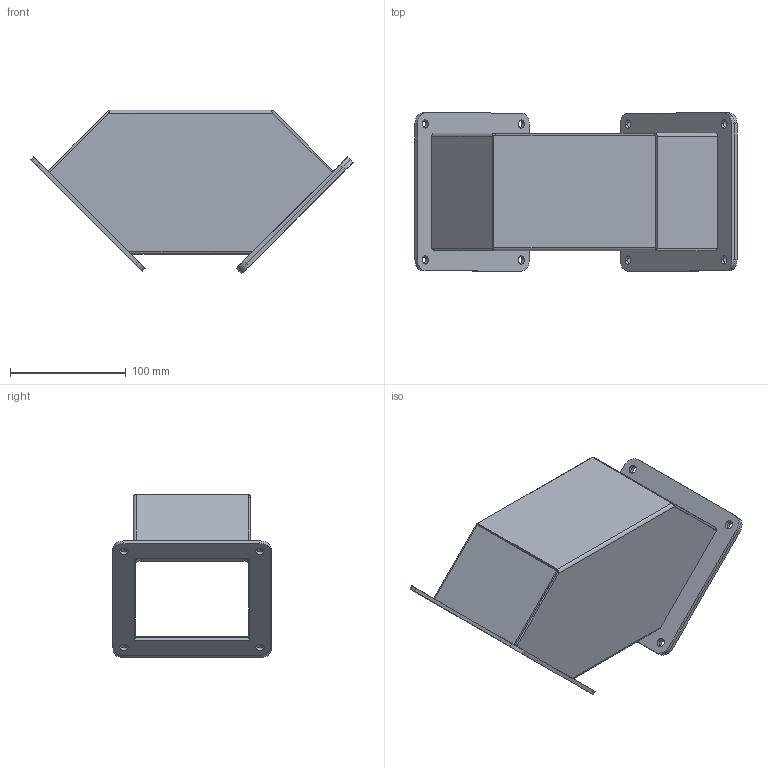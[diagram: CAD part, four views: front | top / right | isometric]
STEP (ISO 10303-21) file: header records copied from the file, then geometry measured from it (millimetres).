
FILE_DESCRIPTION (( 'STEP AP203' ), '1' );
FILE_NAME ('1487C9P.step', '2024-04-25T14:28:39', ( '' ), ( '' ), 'SwSTEP 2.0', 'SolidWorks 2023', '' );
FILE_SCHEMA (( 'CONFIG_CONTROL_DESIGN' ));
Length unit declared in the file: inch
Products named in the file (1): 1487C9P
Bounding box: 278.36 x 136.55 x 141.43 mm (x, y, z)
Volume: 231365.1 mm3; surface area: 229302.6 mm2
Topology: 4 solids, 4 shells, 124 faces, 332 edges, 216 vertices
Faces by surface type: cylinder 58, plane 58, bspline 8
Entity records: 4249 total; most frequent: CARTESIAN_POINT 965, ORIENTED_EDGE 664, DIRECTION 654, EDGE_CURVE 332, AXIS2_PLACEMENT_3D 225, VERTEX_POINT 216, LINE 204, VECTOR 204
